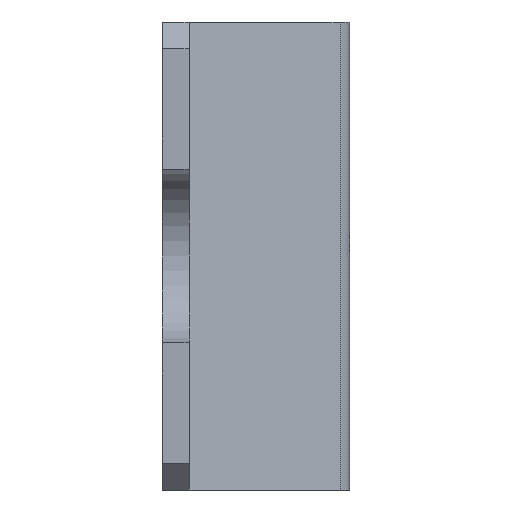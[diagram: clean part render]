
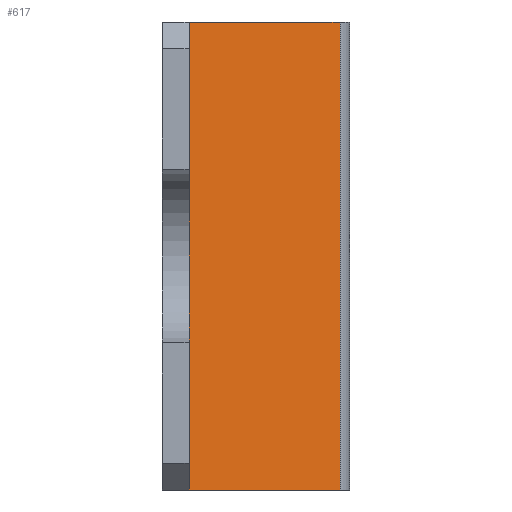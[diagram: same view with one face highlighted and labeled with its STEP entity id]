
A CAD part, left-side view. The second image highlights one B-rep face of the part: STEP entity #617.
In plain terms, the highlighted planar face has unit normal (-0.766, -0.643, 0).
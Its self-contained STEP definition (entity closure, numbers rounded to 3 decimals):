
#41 = EDGE_LOOP ( 'NONE', ( #521, #519, #520, #518 ) ) ;
#144 = FACE_OUTER_BOUND ( 'NONE', #41, .T. ) ;
#173 = VECTOR ( 'NONE', #406, 1000. ) ;
#174 = AXIS2_PLACEMENT_3D ( 'NONE', #284, #283, #282 ) ;
#184 = VECTOR ( 'NONE', #220, 1000. ) ;
#185 = VECTOR ( 'NONE', #197, 1000. ) ;
#186 = VECTOR ( 'NONE', #195, 1000. ) ;
#195 = DIRECTION ( 'NONE',  ( 0., 0., 1. ) ) ;
#196 = CARTESIAN_POINT ( 'NONE',  ( 26.468, -13.285, 17.5 ) ) ;
#197 = DIRECTION ( 'NONE',  ( 0.643, -0.766, 0. ) ) ;
#198 = CARTESIAN_POINT ( 'NONE',  ( 17., -2., -17.5 ) ) ;
#199 = LINE ( 'NONE', #198, #185 ) ;
#205 = LINE ( 'NONE', #196, #186 ) ;
#217 = CARTESIAN_POINT ( 'NONE',  ( 17., -2., -17.5 ) ) ;
#218 = LINE ( 'NONE', #219, #184 ) ;
#219 = CARTESIAN_POINT ( 'NONE',  ( 17., -2., 17.5 ) ) ;
#220 = DIRECTION ( 'NONE',  ( 0., 0., -1. ) ) ;
#282 = DIRECTION ( 'NONE',  ( -0.643, 0.766, 0. ) ) ;
#283 = DIRECTION ( 'NONE',  ( 0.766, 0.643, 0. ) ) ;
#284 = CARTESIAN_POINT ( 'NONE',  ( 17., -2., 17.5 ) ) ;
#285 = PLANE ( 'NONE',  #174 ) ;
#301 = CARTESIAN_POINT ( 'NONE',  ( 17., -2., 17.5 ) ) ;
#406 = DIRECTION ( 'NONE',  ( 0.643, -0.766, 0. ) ) ;
#411 = LINE ( 'NONE', #430, #173 ) ;
#430 = CARTESIAN_POINT ( 'NONE',  ( 17., -2., 17.5 ) ) ;
#518 = ORIENTED_EDGE ( 'NONE', *, *, #635, .T. ) ;
#519 = ORIENTED_EDGE ( 'NONE', *, *, #640, .T. ) ;
#520 = ORIENTED_EDGE ( 'NONE', *, *, #647, .F. ) ;
#521 = ORIENTED_EDGE ( 'NONE', *, *, #639, .T. ) ;
#525 = VERTEX_POINT ( 'NONE', #588 ) ;
#528 = VERTEX_POINT ( 'NONE', #563 ) ;
#555 = VERTEX_POINT ( 'NONE', #217 ) ;
#563 = CARTESIAN_POINT ( 'NONE',  ( 26.468, -13.285, -17.5 ) ) ;
#581 = VERTEX_POINT ( 'NONE', #301 ) ;
#588 = CARTESIAN_POINT ( 'NONE',  ( 26.468, -13.285, 17.5 ) ) ;
#617 = ADVANCED_FACE ( 'NONE', ( #144 ), #285, .F. ) ;
#635 = EDGE_CURVE ( 'NONE', #581, #555, #218, .T. ) ;
#639 = EDGE_CURVE ( 'NONE', #555, #528, #199, .T. ) ;
#640 = EDGE_CURVE ( 'NONE', #528, #525, #205, .T. ) ;
#647 = EDGE_CURVE ( 'NONE', #581, #525, #411, .T. ) ;
